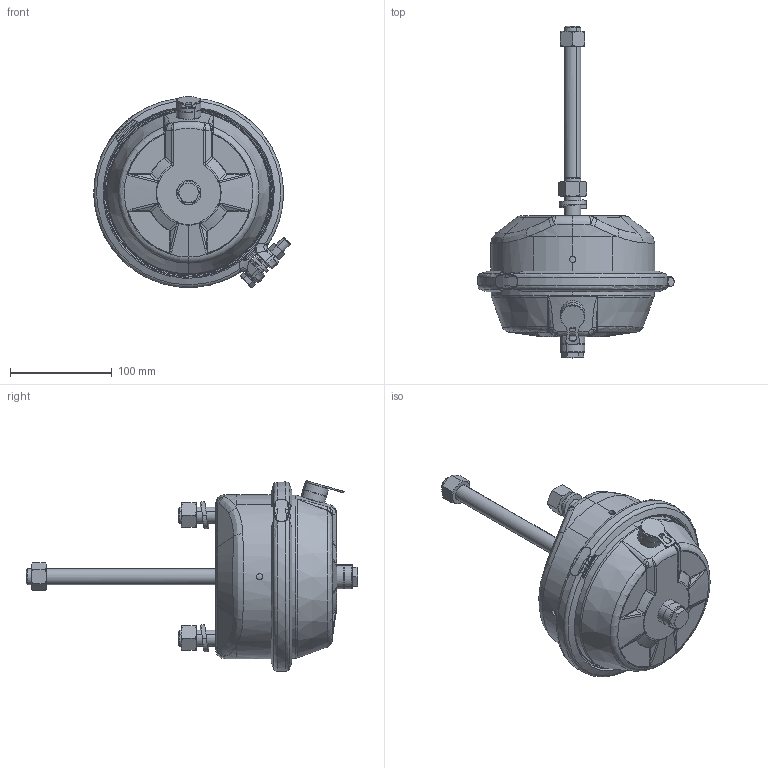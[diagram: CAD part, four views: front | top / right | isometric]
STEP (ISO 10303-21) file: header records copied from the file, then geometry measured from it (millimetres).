
FILE_DESCRIPTION((''),'2;1');
FILE_NAME('01_62_00_201','2012-05-15T',('wendelc'),(''),'PRO/ENGINEER BY PARAMETRIC TECHNOLOGY CORPORATION, 2010230','PRO/ENGINEER BY PARAMETRIC TECHNOLOGY CORPORATION, 2010230','');
FILE_SCHEMA(('AUTOMOTIVE_DESIGN_CC2 { 1 2 10303 214 -1 1 5 2 }'));
Length unit declared in the file: millimetre
Products named in the file (1): 01_62_00_201
Bounding box: 192.55 x 325.6 x 187.07 mm (x, y, z)
Volume: 587499.7 mm3; surface area: 323879 mm2
Topology: 1 solids, 6 shells, 1099 faces, 2950 edges, 1840 vertices
Faces by surface type: bspline 253, cylinder 237, plane 224, cone 196, torus 141, extrusion 32, sphere 16
Entity records: 45691 total; most frequent: CARTESIAN_POINT 20368, ORIENTED_EDGE 5860, DIRECTION 4551, EDGE_CURVE 2930, AXIS2_PLACEMENT_3D 1914, VERTEX_POINT 1840, B_SPLINE_CURVE_WITH_KNOTS 1171, EDGE_LOOP 1148
